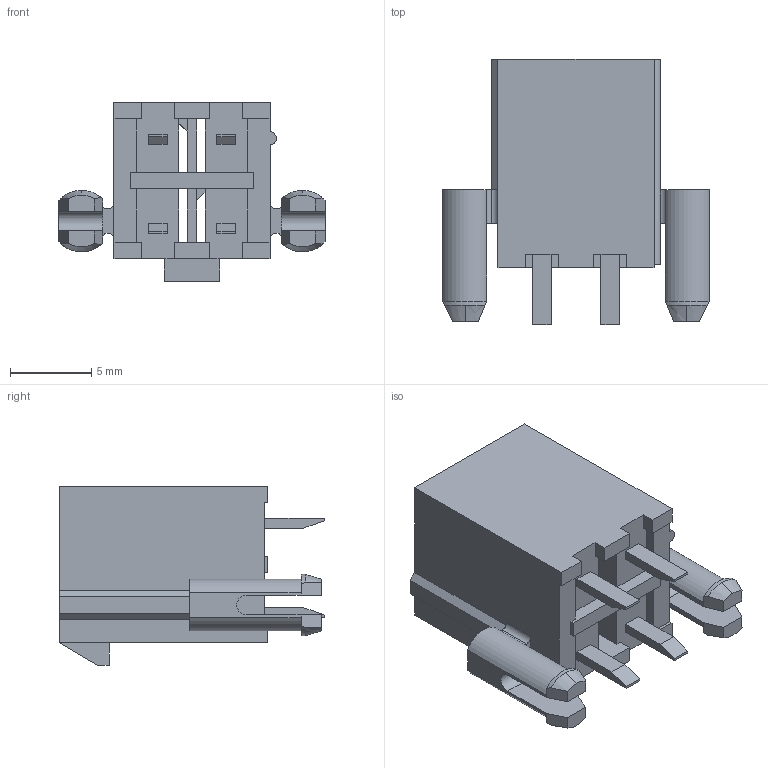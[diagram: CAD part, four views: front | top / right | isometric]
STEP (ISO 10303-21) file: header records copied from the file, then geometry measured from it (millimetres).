
FILE_DESCRIPTION (( 'STEP AP214' ), '1' );
FILE_NAME ('Molex Mini-Fit Jr. 4-pin Vertical PCB Header.STEP', '2016-02-27T20:08:36', ( '' ), ( '' ), 'SwSTEP 2.0', 'SolidWorks 2015', '' );
FILE_SCHEMA (( 'AUTOMOTIVE_DESIGN' ));
Length unit declared in the file: inch
Products named in the file (1): Molex Mini-Fit Jr. 4-pin Vertical PCB Header
Bounding box: 16.38 x 16.3 x 11 mm (x, y, z)
Volume: 798.1 mm3; surface area: 1647.6 mm2
Topology: 1 solids, 1 shells, 184 faces, 515 edges, 338 vertices
Faces by surface type: plane 157, cylinder 21, cone 6
Entity records: 6457 total; most frequent: CARTESIAN_POINT 1086, ORIENTED_EDGE 1030, DIRECTION 919, EDGE_CURVE 515, LINE 449, VECTOR 449, VERTEX_POINT 338, AXIS2_PLACEMENT_3D 235
